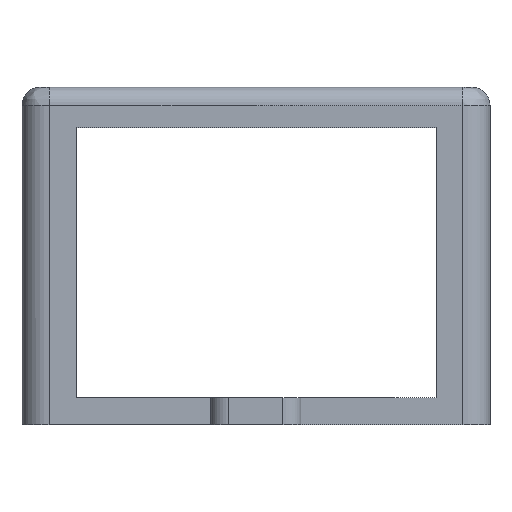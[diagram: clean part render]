
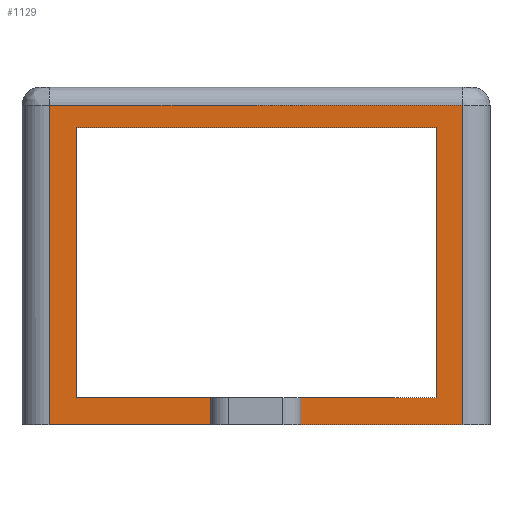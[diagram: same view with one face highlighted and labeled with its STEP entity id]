
A CAD part, left-side view. The second image highlights one B-rep face of the part: STEP entity #1129.
In plain terms, the highlighted planar face has unit normal (-1, 0, 0).
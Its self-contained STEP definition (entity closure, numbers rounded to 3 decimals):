
#32=PLANE('',#1216);
#82=FACE_OUTER_BOUND('',#141,.T.);
#141=EDGE_LOOP('',(#806,#807,#808,#809,#810,#811,#812,#813,#814,#815,#816,
#817));
#207=LINE('',#1642,#333);
#212=LINE('',#1696,#338);
#214=LINE('',#1702,#340);
#215=LINE('',#1704,#341);
#216=LINE('',#1706,#342);
#217=LINE('',#1708,#343);
#218=LINE('',#1710,#344);
#219=LINE('',#1712,#345);
#220=LINE('',#1714,#346);
#221=LINE('',#1716,#347);
#222=LINE('',#1718,#348);
#223=LINE('',#1719,#349);
#333=VECTOR('',#1313,10.);
#338=VECTOR('',#1344,10.);
#340=VECTOR('',#1350,10.);
#341=VECTOR('',#1351,10.);
#342=VECTOR('',#1352,10.);
#343=VECTOR('',#1353,10.);
#344=VECTOR('',#1354,10.);
#345=VECTOR('',#1355,10.);
#346=VECTOR('',#1356,10.);
#347=VECTOR('',#1357,10.);
#348=VECTOR('',#1358,10.);
#349=VECTOR('',#1359,10.);
#500=VERTEX_POINT('',#1632);
#502=VERTEX_POINT('',#1638);
#512=VERTEX_POINT('',#1695);
#514=VERTEX_POINT('',#1701);
#515=VERTEX_POINT('',#1703);
#516=VERTEX_POINT('',#1705);
#517=VERTEX_POINT('',#1707);
#518=VERTEX_POINT('',#1709);
#519=VERTEX_POINT('',#1711);
#520=VERTEX_POINT('',#1713);
#521=VERTEX_POINT('',#1715);
#522=VERTEX_POINT('',#1717);
#613=EDGE_CURVE('',#500,#502,#207,.T.);
#628=EDGE_CURVE('',#502,#512,#212,.T.);
#631=EDGE_CURVE('',#514,#500,#214,.T.);
#632=EDGE_CURVE('',#515,#514,#215,.T.);
#633=EDGE_CURVE('',#515,#516,#216,.T.);
#634=EDGE_CURVE('',#516,#517,#217,.T.);
#635=EDGE_CURVE('',#517,#518,#218,.T.);
#636=EDGE_CURVE('',#518,#519,#219,.T.);
#637=EDGE_CURVE('',#519,#520,#220,.T.);
#638=EDGE_CURVE('',#520,#521,#221,.T.);
#639=EDGE_CURVE('',#521,#522,#222,.T.);
#640=EDGE_CURVE('',#512,#522,#223,.T.);
#806=ORIENTED_EDGE('',*,*,#613,.F.);
#807=ORIENTED_EDGE('',*,*,#631,.F.);
#808=ORIENTED_EDGE('',*,*,#632,.F.);
#809=ORIENTED_EDGE('',*,*,#633,.T.);
#810=ORIENTED_EDGE('',*,*,#634,.T.);
#811=ORIENTED_EDGE('',*,*,#635,.T.);
#812=ORIENTED_EDGE('',*,*,#636,.T.);
#813=ORIENTED_EDGE('',*,*,#637,.T.);
#814=ORIENTED_EDGE('',*,*,#638,.T.);
#815=ORIENTED_EDGE('',*,*,#639,.T.);
#816=ORIENTED_EDGE('',*,*,#640,.F.);
#817=ORIENTED_EDGE('',*,*,#628,.F.);
#1129=ADVANCED_FACE('',(#82),#32,.T.);
#1216=AXIS2_PLACEMENT_3D('',#1700,#1348,#1349);
#1313=DIRECTION('',(0.,-1.,0.));
#1344=DIRECTION('',(0.,0.,-1.));
#1348=DIRECTION('center_axis',(-1.,0.,0.));
#1349=DIRECTION('ref_axis',(0.,-1.,0.));
#1350=DIRECTION('',(0.,0.,1.));
#1351=DIRECTION('',(0.,1.,0.));
#1352=DIRECTION('',(0.,0.,1.));
#1353=DIRECTION('',(0.,1.,0.));
#1354=DIRECTION('',(0.,0.,1.));
#1355=DIRECTION('',(0.,-1.,0.));
#1356=DIRECTION('',(0.,0.,-1.));
#1357=DIRECTION('',(0.,1.,0.));
#1358=DIRECTION('',(0.,0.,-1.));
#1359=DIRECTION('',(0.,1.,0.));
#1632=CARTESIAN_POINT('',(-26.,23.,-0.5));
#1638=CARTESIAN_POINT('',(-26.,-23.,-0.5));
#1642=CARTESIAN_POINT('',(-26.,11.5,-0.5));
#1695=CARTESIAN_POINT('',(-26.,-23.,-36.));
#1696=CARTESIAN_POINT('',(-26.,-23.,0.));
#1700=CARTESIAN_POINT('Origin',(-26.,23.,0.));
#1701=CARTESIAN_POINT('',(-26.,23.,-36.));
#1702=CARTESIAN_POINT('',(-26.,23.,0.));
#1703=CARTESIAN_POINT('',(-26.,5.,-36.));
#1704=CARTESIAN_POINT('',(-26.,23.,-36.));
#1705=CARTESIAN_POINT('',(-26.,5.,-33.));
#1706=CARTESIAN_POINT('',(-26.,5.,-18.));
#1707=CARTESIAN_POINT('',(-26.,20.,-33.));
#1708=CARTESIAN_POINT('',(-26.,1.5,-33.));
#1709=CARTESIAN_POINT('',(-26.,20.,-3.));
#1710=CARTESIAN_POINT('',(-26.,20.,-16.5));
#1711=CARTESIAN_POINT('',(-26.,-20.,-3.));
#1712=CARTESIAN_POINT('',(-26.,21.5,-3.));
#1713=CARTESIAN_POINT('',(-26.,-20.,-33.));
#1714=CARTESIAN_POINT('',(-26.,-20.,-1.5));
#1715=CARTESIAN_POINT('',(-26.,-5.,-33.));
#1716=CARTESIAN_POINT('',(-26.,1.5,-33.));
#1717=CARTESIAN_POINT('',(-26.,-5.,-36.));
#1718=CARTESIAN_POINT('',(-26.,-5.,-18.));
#1719=CARTESIAN_POINT('',(-26.,23.,-36.));
